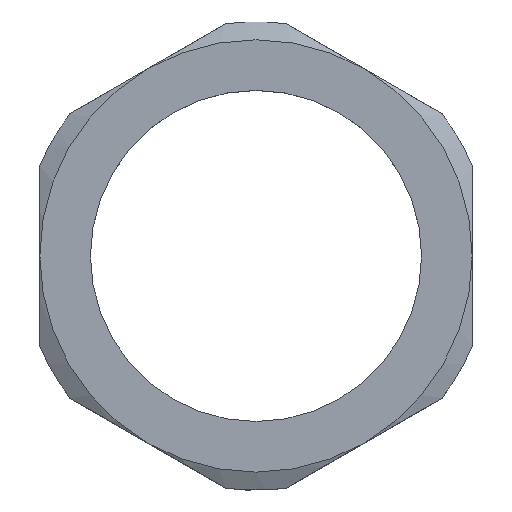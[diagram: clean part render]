
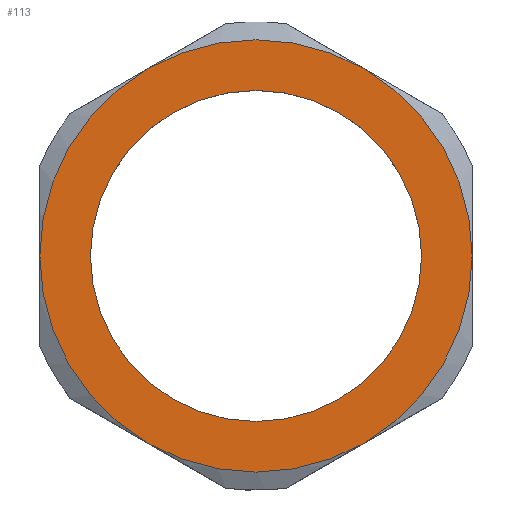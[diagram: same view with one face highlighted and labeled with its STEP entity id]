
A CAD part, top view. The second image highlights one B-rep face of the part: STEP entity #113.
In plain terms, the highlighted planar face has unit normal (0, 0, 1).
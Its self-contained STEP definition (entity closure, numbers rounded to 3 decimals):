
#113=ADVANCED_FACE('',(#142,#143),#134,.T.);
#134=PLANE('',#382);
#142=FACE_BOUND('',#148,.T.);
#143=FACE_BOUND('',#149,.T.);
#148=EDGE_LOOP('',(#172,#173,#174,#175,#176,#177));
#149=EDGE_LOOP('',(#178));
#172=ORIENTED_EDGE('',*,*,#304,.T.);
#173=ORIENTED_EDGE('',*,*,#305,.T.);
#174=ORIENTED_EDGE('',*,*,#306,.T.);
#175=ORIENTED_EDGE('',*,*,#307,.T.);
#176=ORIENTED_EDGE('',*,*,#308,.T.);
#177=ORIENTED_EDGE('',*,*,#309,.T.);
#178=ORIENTED_EDGE('',*,*,#310,.F.);
#272=VERTEX_POINT('',#520);
#273=VERTEX_POINT('',#521);
#274=VERTEX_POINT('',#523);
#275=VERTEX_POINT('',#525);
#276=VERTEX_POINT('',#527);
#277=VERTEX_POINT('',#529);
#278=VERTEX_POINT('',#532);
#304=EDGE_CURVE('',#272,#273,#354,.T.);
#305=EDGE_CURVE('',#273,#274,#355,.T.);
#306=EDGE_CURVE('',#274,#275,#356,.T.);
#307=EDGE_CURVE('',#275,#276,#357,.T.);
#308=EDGE_CURVE('',#276,#277,#358,.T.);
#309=EDGE_CURVE('',#277,#272,#359,.T.);
#310=EDGE_CURVE('',#278,#278,#360,.T.);
#354=CIRCLE('',#375,12.);
#355=CIRCLE('',#376,12.);
#356=CIRCLE('',#377,12.);
#357=CIRCLE('',#378,12.);
#358=CIRCLE('',#379,12.);
#359=CIRCLE('',#380,12.);
#360=CIRCLE('',#381,9.19);
#375=AXIS2_PLACEMENT_3D('',#519,#418,#419);
#376=AXIS2_PLACEMENT_3D('',#522,#420,#421);
#377=AXIS2_PLACEMENT_3D('',#524,#422,#423);
#378=AXIS2_PLACEMENT_3D('',#526,#424,#425);
#379=AXIS2_PLACEMENT_3D('',#528,#426,#427);
#380=AXIS2_PLACEMENT_3D('',#530,#428,#429);
#381=AXIS2_PLACEMENT_3D('',#531,#430,#431);
#382=AXIS2_PLACEMENT_3D('',#533,#432,#433);
#418=DIRECTION('',(0.,0.,1.));
#419=DIRECTION('',(1.,0.,0.));
#420=DIRECTION('',(0.,0.,1.));
#421=DIRECTION('',(1.,0.,0.));
#422=DIRECTION('',(0.,0.,1.));
#423=DIRECTION('',(1.,0.,0.));
#424=DIRECTION('',(0.,0.,1.));
#425=DIRECTION('',(1.,0.,0.));
#426=DIRECTION('',(0.,0.,1.));
#427=DIRECTION('',(1.,0.,0.));
#428=DIRECTION('',(0.,0.,1.));
#429=DIRECTION('',(1.,0.,0.));
#430=DIRECTION('',(0.,0.,1.));
#431=DIRECTION('',(1.,0.,0.));
#432=DIRECTION('',(0.,0.,1.));
#433=DIRECTION('',(1.,0.,0.));
#519=CARTESIAN_POINT('',(0.,0.,3.));
#520=CARTESIAN_POINT('',(6.,-10.392,3.));
#521=CARTESIAN_POINT('',(12.,0.,3.));
#522=CARTESIAN_POINT('',(0.,0.,3.));
#523=CARTESIAN_POINT('',(6.,10.392,3.));
#524=CARTESIAN_POINT('',(0.,0.,3.));
#525=CARTESIAN_POINT('',(-6.,10.392,3.));
#526=CARTESIAN_POINT('',(0.,0.,3.));
#527=CARTESIAN_POINT('',(-12.,0.,3.));
#528=CARTESIAN_POINT('',(0.,0.,3.));
#529=CARTESIAN_POINT('',(-6.,-10.392,3.));
#530=CARTESIAN_POINT('',(0.,0.,3.));
#531=CARTESIAN_POINT('',(0.,0.,3.));
#532=CARTESIAN_POINT('',(9.19,0.,3.));
#533=CARTESIAN_POINT('',(0.,0.,3.));
